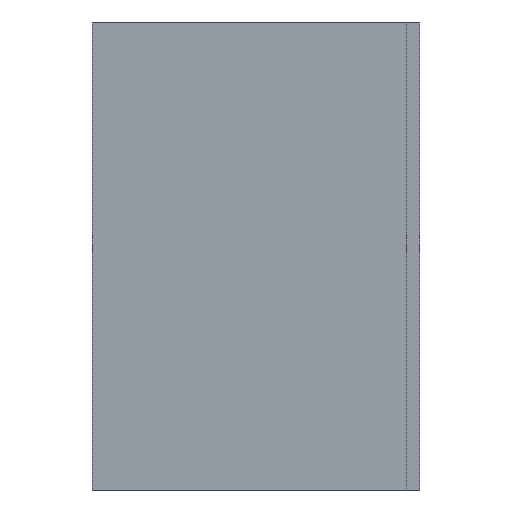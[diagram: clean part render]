
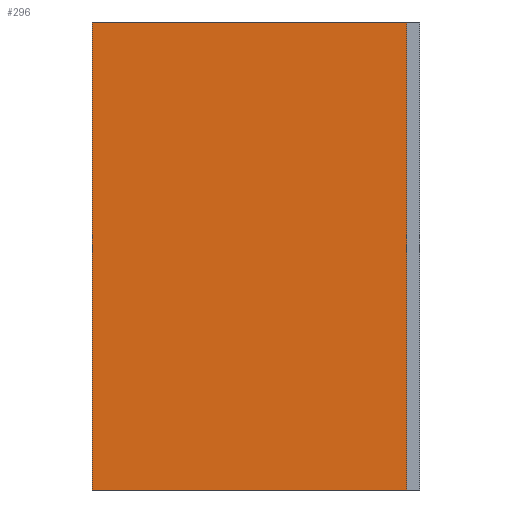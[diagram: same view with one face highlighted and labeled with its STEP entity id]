
A CAD part, left-side view. The second image highlights one B-rep face of the part: STEP entity #296.
In plain terms, the highlighted planar face has unit normal (-1, 0, 0).
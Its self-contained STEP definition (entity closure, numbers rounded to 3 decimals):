
#17=FACE_OUTER_BOUND('',#35,.T.);
#35=EDGE_LOOP('',(#188,#189,#190,#191));
#55=LINE('',#439,#91);
#56=LINE('',#442,#92);
#57=LINE('',#444,#93);
#58=LINE('',#445,#94);
#91=VECTOR('',#363,10.);
#92=VECTOR('',#366,10.);
#93=VECTOR('',#367,10.);
#94=VECTOR('',#368,10.);
#124=VERTEX_POINT('',#432);
#127=VERTEX_POINT('',#437);
#128=VERTEX_POINT('',#441);
#129=VERTEX_POINT('',#443);
#151=EDGE_CURVE('',#124,#127,#55,.T.);
#152=EDGE_CURVE('',#128,#124,#56,.T.);
#153=EDGE_CURVE('',#129,#127,#57,.T.);
#154=EDGE_CURVE('',#128,#129,#58,.T.);
#188=ORIENTED_EDGE('',*,*,#152,.T.);
#189=ORIENTED_EDGE('',*,*,#151,.T.);
#190=ORIENTED_EDGE('',*,*,#153,.F.);
#191=ORIENTED_EDGE('',*,*,#154,.F.);
#257=PLANE('',#339);
#296=ADVANCED_FACE('',(#17),#257,.T.);
#339=AXIS2_PLACEMENT_3D('',#440,#364,#365);
#363=DIRECTION('',(0.,1.,0.));
#364=DIRECTION('center_axis',(-1.,0.,0.));
#365=DIRECTION('ref_axis',(0.,0.,1.));
#366=DIRECTION('',(0.,0.,1.));
#367=DIRECTION('',(0.,0.,1.));
#368=DIRECTION('',(0.,1.,0.));
#432=CARTESIAN_POINT('',(0.,0.,0.));
#437=CARTESIAN_POINT('',(0.,0.336,0.));
#439=CARTESIAN_POINT('',(0.,0.,0.));
#440=CARTESIAN_POINT('Origin',(0.,0.,-0.5));
#441=CARTESIAN_POINT('',(0.,0.,-0.5));
#442=CARTESIAN_POINT('',(0.,0.,-0.5));
#443=CARTESIAN_POINT('',(0.,0.336,-0.5));
#444=CARTESIAN_POINT('',(0.,0.336,-0.5));
#445=CARTESIAN_POINT('',(0.,0.,-0.5));
